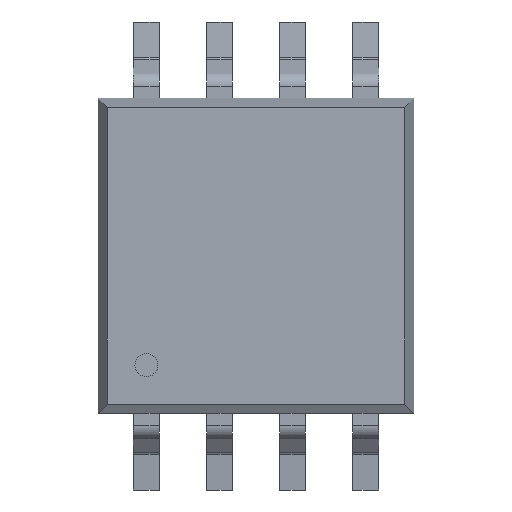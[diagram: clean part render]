
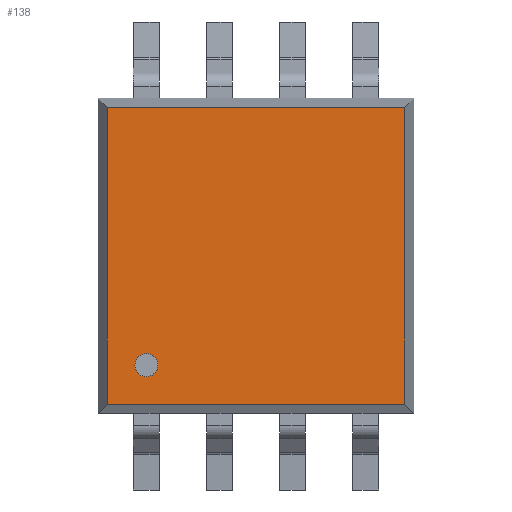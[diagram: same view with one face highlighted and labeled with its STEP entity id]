
A CAD part, top view. The second image highlights one B-rep face of the part: STEP entity #138.
In plain terms, the highlighted planar face has unit normal (0, 0, 1).
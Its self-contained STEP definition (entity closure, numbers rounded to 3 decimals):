
#24 = VERTEX_POINT('',#25);
#25 = CARTESIAN_POINT('',(-1.705,-1.9,1.9));
#32 = CYLINDRICAL_SURFACE('',#33,0.2);
#33 = AXIS2_PLACEMENT_3D('',#34,#35,#36);
#34 = CARTESIAN_POINT('',(-1.905,-1.9,1.89));
#35 = DIRECTION('',(0.,0.,1.));
#36 = DIRECTION('',(1.,0.,0.));
#44 = CYLINDRICAL_SURFACE('',#45,0.2);
#45 = AXIS2_PLACEMENT_3D('',#46,#47,#48);
#46 = CARTESIAN_POINT('',(-1.905,-1.9,1.89));
#47 = DIRECTION('',(0.,0.,1.));
#48 = DIRECTION('',(1.,0.,0.));
#56 = EDGE_CURVE('',#24,#57,#59,.T.);
#57 = VERTEX_POINT('',#58);
#58 = CARTESIAN_POINT('',(-2.105,-1.9,1.9));
#59 = SURFACE_CURVE('',#60,(#65,#72),.PCURVE_S1.);
#60 = CIRCLE('',#61,0.2);
#61 = AXIS2_PLACEMENT_3D('',#62,#63,#64);
#62 = CARTESIAN_POINT('',(-1.905,-1.9,1.9));
#63 = DIRECTION('',(0.,0.,-1.));
#64 = DIRECTION('',(1.,0.,0.));
#65 = PCURVE('',#32,#66);
#66 = DEFINITIONAL_REPRESENTATION('',(#67),#71);
#67 = LINE('',#68,#69);
#68 = CARTESIAN_POINT('',(6.283,0.01));
#69 = VECTOR('',#70,1.);
#70 = DIRECTION('',(-1.,0.));
#71 = ( GEOMETRIC_REPRESENTATION_CONTEXT(2) 
PARAMETRIC_REPRESENTATION_CONTEXT() REPRESENTATION_CONTEXT('2D SPACE',''
  ) );
#72 = PCURVE('',#73,#78);
#73 = PLANE('',#74);
#74 = AXIS2_PLACEMENT_3D('',#75,#76,#77);
#75 = CARTESIAN_POINT('',(2.745,-2.578,1.9));
#76 = DIRECTION('',(0.,0.,1.));
#77 = DIRECTION('',(1.,0.,0.));
#78 = DEFINITIONAL_REPRESENTATION('',(#79),#87);
#79 = ( BOUNDED_CURVE() B_SPLINE_CURVE(2,(#80,#81,#82,#83,#84,#85,#86),
.UNSPECIFIED.,.T.,.F.) B_SPLINE_CURVE_WITH_KNOTS((1,2,2,2,2,1),(
    -2.094,0.,2.094,4.189,6.283,
8.378),.UNSPECIFIED.) CURVE() GEOMETRIC_REPRESENTATION_ITEM() 
RATIONAL_B_SPLINE_CURVE((1.,0.5,1.,0.5,1.,0.5,1.)) REPRESENTATION_ITEM(
  '') );
#80 = CARTESIAN_POINT('',(-4.45,0.678));
#81 = CARTESIAN_POINT('',(-4.45,0.331));
#82 = CARTESIAN_POINT('',(-4.75,0.504));
#83 = CARTESIAN_POINT('',(-5.05,0.678));
#84 = CARTESIAN_POINT('',(-4.75,0.851));
#85 = CARTESIAN_POINT('',(-4.45,1.024));
#86 = CARTESIAN_POINT('',(-4.45,0.678));
#87 = ( GEOMETRIC_REPRESENTATION_CONTEXT(2) 
PARAMETRIC_REPRESENTATION_CONTEXT() REPRESENTATION_CONTEXT('2D SPACE',''
  ) );
#138 = ADVANCED_FACE('',(#139,#168),#73,.T.);
#139 = FACE_BOUND('',#140,.T.);
#140 = EDGE_LOOP('',(#141,#142));
#141 = ORIENTED_EDGE('',*,*,#56,.T.);
#142 = ORIENTED_EDGE('',*,*,#143,.T.);
#143 = EDGE_CURVE('',#57,#24,#144,.T.);
#144 = SURFACE_CURVE('',#145,(#150,#161),.PCURVE_S1.);
#145 = CIRCLE('',#146,0.2);
#146 = AXIS2_PLACEMENT_3D('',#147,#148,#149);
#147 = CARTESIAN_POINT('',(-1.905,-1.9,1.9));
#148 = DIRECTION('',(0.,0.,-1.));
#149 = DIRECTION('',(1.,0.,0.));
#150 = PCURVE('',#73,#151);
#151 = DEFINITIONAL_REPRESENTATION('',(#152),#160);
#152 = ( BOUNDED_CURVE() B_SPLINE_CURVE(2,(#153,#154,#155,#156,#157,#158
,#159),.UNSPECIFIED.,.T.,.F.) B_SPLINE_CURVE_WITH_KNOTS((1,2,2,2,2,1),(
    -2.094,0.,2.094,4.189,6.283,
8.378),.UNSPECIFIED.) CURVE() GEOMETRIC_REPRESENTATION_ITEM() 
RATIONAL_B_SPLINE_CURVE((1.,0.5,1.,0.5,1.,0.5,1.)) REPRESENTATION_ITEM(
  '') );
#153 = CARTESIAN_POINT('',(-4.45,0.678));
#154 = CARTESIAN_POINT('',(-4.45,0.331));
#155 = CARTESIAN_POINT('',(-4.75,0.504));
#156 = CARTESIAN_POINT('',(-5.05,0.678));
#157 = CARTESIAN_POINT('',(-4.75,0.851));
#158 = CARTESIAN_POINT('',(-4.45,1.024));
#159 = CARTESIAN_POINT('',(-4.45,0.678));
#160 = ( GEOMETRIC_REPRESENTATION_CONTEXT(2) 
PARAMETRIC_REPRESENTATION_CONTEXT() REPRESENTATION_CONTEXT('2D SPACE',''
  ) );
#161 = PCURVE('',#44,#162);
#162 = DEFINITIONAL_REPRESENTATION('',(#163),#167);
#163 = LINE('',#164,#165);
#164 = CARTESIAN_POINT('',(6.283,0.01));
#165 = VECTOR('',#166,1.);
#166 = DIRECTION('',(-1.,0.));
#167 = ( GEOMETRIC_REPRESENTATION_CONTEXT(2) 
PARAMETRIC_REPRESENTATION_CONTEXT() REPRESENTATION_CONTEXT('2D SPACE',''
  ) );
#168 = FACE_BOUND('',#169,.T.);
#169 = EDGE_LOOP('',(#170,#200,#228,#256));
#170 = ORIENTED_EDGE('',*,*,#171,.T.);
#171 = EDGE_CURVE('',#172,#174,#176,.T.);
#172 = VERTEX_POINT('',#173);
#173 = CARTESIAN_POINT('',(-2.583,2.578,1.9));
#174 = VERTEX_POINT('',#175);
#175 = CARTESIAN_POINT('',(-2.583,-2.578,1.9));
#176 = SURFACE_CURVE('',#177,(#181,#188),.PCURVE_S1.);
#177 = LINE('',#178,#179);
#178 = CARTESIAN_POINT('',(-2.583,-2.578,1.9));
#179 = VECTOR('',#180,1.);
#180 = DIRECTION('',(0.,-1.,0.));
#181 = PCURVE('',#73,#182);
#182 = DEFINITIONAL_REPRESENTATION('',(#183),#187);
#183 = LINE('',#184,#185);
#184 = CARTESIAN_POINT('',(-5.328,0.));
#185 = VECTOR('',#186,1.);
#186 = DIRECTION('',(0.,-1.));
#187 = ( GEOMETRIC_REPRESENTATION_CONTEXT(2) 
PARAMETRIC_REPRESENTATION_CONTEXT() REPRESENTATION_CONTEXT('2D SPACE',''
  ) );
#188 = PCURVE('',#189,#194);
#189 = PLANE('',#190);
#190 = AXIS2_PLACEMENT_3D('',#191,#192,#193);
#191 = CARTESIAN_POINT('',(-2.535,-10.01,2.122));
#192 = DIRECTION('',(0.978,0.,-0.208));
#193 = DIRECTION('',(-0.208,0.,-0.978));
#194 = DEFINITIONAL_REPRESENTATION('',(#195),#199);
#195 = LINE('',#196,#197);
#196 = CARTESIAN_POINT('',(0.227,7.432));
#197 = VECTOR('',#198,1.);
#198 = DIRECTION('',(0.,-1.));
#199 = ( GEOMETRIC_REPRESENTATION_CONTEXT(2) 
PARAMETRIC_REPRESENTATION_CONTEXT() REPRESENTATION_CONTEXT('2D SPACE',''
  ) );
#200 = ORIENTED_EDGE('',*,*,#201,.T.);
#201 = EDGE_CURVE('',#174,#202,#204,.T.);
#202 = VERTEX_POINT('',#203);
#203 = CARTESIAN_POINT('',(2.583,-2.578,1.9));
#204 = SURFACE_CURVE('',#205,(#209,#216),.PCURVE_S1.);
#205 = LINE('',#206,#207);
#206 = CARTESIAN_POINT('',(2.745,-2.578,1.9));
#207 = VECTOR('',#208,1.);
#208 = DIRECTION('',(1.,0.,0.));
#209 = PCURVE('',#73,#210);
#210 = DEFINITIONAL_REPRESENTATION('',(#211),#215);
#211 = LINE('',#212,#213);
#212 = CARTESIAN_POINT('',(0.,0.));
#213 = VECTOR('',#214,1.);
#214 = DIRECTION('',(1.,0.));
#215 = ( GEOMETRIC_REPRESENTATION_CONTEXT(2) 
PARAMETRIC_REPRESENTATION_CONTEXT() REPRESENTATION_CONTEXT('2D SPACE',''
  ) );
#216 = PCURVE('',#217,#222);
#217 = PLANE('',#218);
#218 = AXIS2_PLACEMENT_3D('',#219,#220,#221);
#219 = CARTESIAN_POINT('',(2.745,-2.74,1.136));
#220 = DIRECTION('',(0.,-0.978,0.208));
#221 = DIRECTION('',(0.,-0.208,-0.978));
#222 = DEFINITIONAL_REPRESENTATION('',(#223),#227);
#223 = LINE('',#224,#225);
#224 = CARTESIAN_POINT('',(-0.781,0.));
#225 = VECTOR('',#226,1.);
#226 = DIRECTION('',(0.,1.));
#227 = ( GEOMETRIC_REPRESENTATION_CONTEXT(2) 
PARAMETRIC_REPRESENTATION_CONTEXT() REPRESENTATION_CONTEXT('2D SPACE',''
  ) );
#228 = ORIENTED_EDGE('',*,*,#229,.T.);
#229 = EDGE_CURVE('',#202,#230,#232,.T.);
#230 = VERTEX_POINT('',#231);
#231 = CARTESIAN_POINT('',(2.583,2.578,1.9));
#232 = SURFACE_CURVE('',#233,(#237,#244),.PCURVE_S1.);
#233 = LINE('',#234,#235);
#234 = CARTESIAN_POINT('',(2.583,-2.578,1.9));
#235 = VECTOR('',#236,1.);
#236 = DIRECTION('',(0.,1.,0.));
#237 = PCURVE('',#73,#238);
#238 = DEFINITIONAL_REPRESENTATION('',(#239),#243);
#239 = LINE('',#240,#241);
#240 = CARTESIAN_POINT('',(-0.162,0.));
#241 = VECTOR('',#242,1.);
#242 = DIRECTION('',(0.,1.));
#243 = ( GEOMETRIC_REPRESENTATION_CONTEXT(2) 
PARAMETRIC_REPRESENTATION_CONTEXT() REPRESENTATION_CONTEXT('2D SPACE',''
  ) );
#244 = PCURVE('',#245,#250);
#245 = PLANE('',#246);
#246 = AXIS2_PLACEMENT_3D('',#247,#248,#249);
#247 = CARTESIAN_POINT('',(2.745,-10.01,1.136));
#248 = DIRECTION('',(-0.978,0.,-0.208));
#249 = DIRECTION('',(-0.208,0.,0.978));
#250 = DEFINITIONAL_REPRESENTATION('',(#251),#255);
#251 = LINE('',#252,#253);
#252 = CARTESIAN_POINT('',(0.781,7.432));
#253 = VECTOR('',#254,1.);
#254 = DIRECTION('',(0.,1.));
#255 = ( GEOMETRIC_REPRESENTATION_CONTEXT(2) 
PARAMETRIC_REPRESENTATION_CONTEXT() REPRESENTATION_CONTEXT('2D SPACE',''
  ) );
#256 = ORIENTED_EDGE('',*,*,#257,.T.);
#257 = EDGE_CURVE('',#230,#172,#258,.T.);
#258 = SURFACE_CURVE('',#259,(#263,#270),.PCURVE_S1.);
#259 = LINE('',#260,#261);
#260 = CARTESIAN_POINT('',(2.745,2.578,1.9));
#261 = VECTOR('',#262,1.);
#262 = DIRECTION('',(-1.,0.,0.));
#263 = PCURVE('',#73,#264);
#264 = DEFINITIONAL_REPRESENTATION('',(#265),#269);
#265 = LINE('',#266,#267);
#266 = CARTESIAN_POINT('',(0.,5.155));
#267 = VECTOR('',#268,1.);
#268 = DIRECTION('',(-1.,0.));
#269 = ( GEOMETRIC_REPRESENTATION_CONTEXT(2) 
PARAMETRIC_REPRESENTATION_CONTEXT() REPRESENTATION_CONTEXT('2D SPACE',''
  ) );
#270 = PCURVE('',#271,#276);
#271 = PLANE('',#272);
#272 = AXIS2_PLACEMENT_3D('',#273,#274,#275);
#273 = CARTESIAN_POINT('',(2.745,2.578,1.9));
#274 = DIRECTION('',(0.,0.978,0.208));
#275 = DIRECTION('',(0.,-0.208,0.978));
#276 = DEFINITIONAL_REPRESENTATION('',(#277),#281);
#277 = LINE('',#278,#279);
#278 = CARTESIAN_POINT('',(0.,0.));
#279 = VECTOR('',#280,1.);
#280 = DIRECTION('',(0.,-1.));
#281 = ( GEOMETRIC_REPRESENTATION_CONTEXT(2) 
PARAMETRIC_REPRESENTATION_CONTEXT() REPRESENTATION_CONTEXT('2D SPACE',''
  ) );
